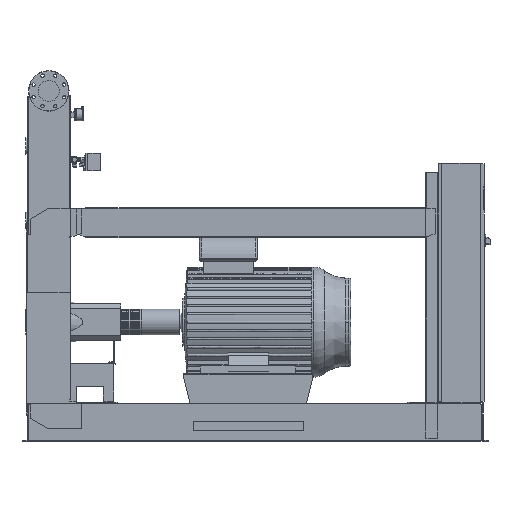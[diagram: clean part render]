
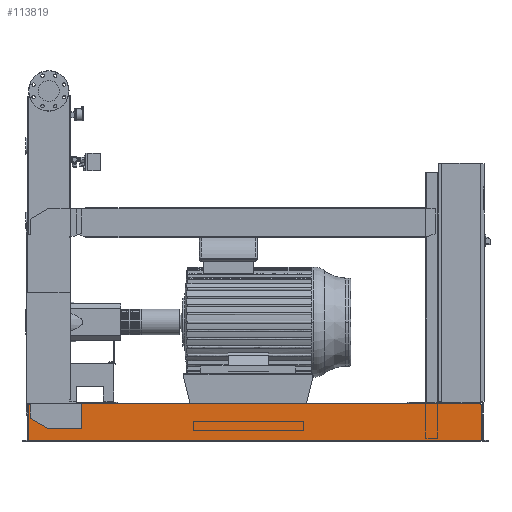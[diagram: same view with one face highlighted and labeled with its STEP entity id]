
A CAD part, front view. The second image highlights one B-rep face of the part: STEP entity #113819.
In plain terms, the highlighted free-form (B-spline) face has degree [1, 1] with [2, 2] control points.
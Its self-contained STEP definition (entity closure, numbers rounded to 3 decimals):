
#109050=CARTESIAN_POINT('',(-104.,-460.5,202.));
#109051=VERTEX_POINT('',#109050);
#109058=CARTESIAN_POINT('',(-104.,-460.5,208.));
#109059=VERTEX_POINT('',#109058);
#109060=CARTESIAN_POINT('',(-104.,-460.5,202.));
#109061=DIRECTION('',(0.0,0.0,1.0));
#109062=VECTOR('',#109061,6.);
#109063=LINE('',#109060,#109062);
#109064=EDGE_CURVE('',#109051,#109059,#109063,.T.);
#112104=CARTESIAN_POINT('',(2349.,-460.5,208.));
#112105=VERTEX_POINT('',#112104);
#112106=CARTESIAN_POINT('',(-104.,-460.5,208.));
#112107=DIRECTION('',(1.0,0.0,0.0));
#112108=VECTOR('',#112107,2453.0);
#112109=LINE('',#112106,#112108);
#112110=EDGE_CURVE('',#109059,#112105,#112109,.T.);
#113407=CARTESIAN_POINT('',(2357.,-460.5,202.));
#113408=VERTEX_POINT('',#113407);
#113415=CARTESIAN_POINT('',(2357.,-460.5,112.689));
#113416=VERTEX_POINT('',#113415);
#113417=CARTESIAN_POINT('',(2357.,-460.5,112.689));
#113418=DIRECTION('',(0.0,0.0,1.0));
#113419=VECTOR('',#113418,89.311);
#113420=LINE('',#113417,#113419);
#113421=EDGE_CURVE('',#113416,#113408,#113420,.T.);
#113733=CARTESIAN_POINT('',(-112.,-460.5,3.));
#113734=CARTESIAN_POINT('',(-112.,-460.5,208.));
#113735=CARTESIAN_POINT('',(2357.,-460.5,3.));
#113736=CARTESIAN_POINT('',(2357.,-460.5,208.));
#113737=B_SPLINE_SURFACE_WITH_KNOTS('',1,1,((#113733,#113735),(#113734,#113736)),.UNSPECIFIED.,.F.,.F.,.U.,(2,2),(2,2),(0.0,205.),(0.0,2469.0),.UNSPECIFIED.);
#113738=CARTESIAN_POINT('',(2357.,-460.5,6.));
#113739=VERTEX_POINT('',#113738);
#113740=CARTESIAN_POINT('',(2357.,-460.5,6.));
#113741=DIRECTION('',(0.0,0.0,1.0));
#113742=VECTOR('',#113741,106.689);
#113743=LINE('',#113740,#113742);
#113744=EDGE_CURVE('',#113739,#113416,#113743,.T.);
#113745=ORIENTED_EDGE('',*,*,#113744,.T.);
#113746=ORIENTED_EDGE('',*,*,#113421,.T.);
#113747=CARTESIAN_POINT('',(2349.,-460.5,202.));
#113748=VERTEX_POINT('',#113747);
#113749=CARTESIAN_POINT('',(2357.,-460.5,202.));
#113750=DIRECTION('',(-1.0,0.0,0.0));
#113751=VECTOR('',#113750,8.0);
#113752=LINE('',#113749,#113751);
#113753=EDGE_CURVE('',#113408,#113748,#113752,.T.);
#113754=ORIENTED_EDGE('',*,*,#113753,.T.);
#113755=CARTESIAN_POINT('',(2349.,-460.5,208.));
#113756=DIRECTION('',(0.0,0.0,-1.0));
#113757=VECTOR('',#113756,6.);
#113758=LINE('',#113755,#113757);
#113759=EDGE_CURVE('',#112105,#113748,#113758,.T.);
#113760=ORIENTED_EDGE('',*,*,#113759,.F.);
#113761=ORIENTED_EDGE('',*,*,#112110,.F.);
#113762=ORIENTED_EDGE('',*,*,#109064,.F.);
#113763=CARTESIAN_POINT('',(-112.,-460.5,202.));
#113764=VERTEX_POINT('',#113763);
#113765=CARTESIAN_POINT('',(-104.,-460.5,202.));
#113766=DIRECTION('',(-1.0,0.0,0.0));
#113767=VECTOR('',#113766,8.0);
#113768=LINE('',#113765,#113767);
#113769=EDGE_CURVE('',#109051,#113764,#113768,.T.);
#113770=ORIENTED_EDGE('',*,*,#113769,.T.);
#113771=CARTESIAN_POINT('',(-112.,-460.5,6.));
#113772=VERTEX_POINT('',#113771);
#113773=CARTESIAN_POINT('',(-112.,-460.5,202.));
#113774=DIRECTION('',(0.0,0.0,-1.0));
#113775=VECTOR('',#113774,196.);
#113776=LINE('',#113773,#113775);
#113777=EDGE_CURVE('',#113764,#113772,#113776,.T.);
#113778=ORIENTED_EDGE('',*,*,#113777,.T.);
#113779=CARTESIAN_POINT('',(-104.,-460.5,6.));
#113780=VERTEX_POINT('',#113779);
#113781=CARTESIAN_POINT('',(-112.,-460.5,6.));
#113782=DIRECTION('',(1.0,0.0,0.0));
#113783=VECTOR('',#113782,8.0);
#113784=LINE('',#113781,#113783);
#113785=EDGE_CURVE('',#113772,#113780,#113784,.T.);
#113786=ORIENTED_EDGE('',*,*,#113785,.T.);
#113787=CARTESIAN_POINT('',(-104.0,-460.5,3.));
#113788=VERTEX_POINT('',#113787);
#113789=CARTESIAN_POINT('',(-104.0,-460.5,3.));
#113790=DIRECTION('',(0.,0.0,1.0));
#113791=VECTOR('',#113790,3.);
#113792=LINE('',#113789,#113791);
#113793=EDGE_CURVE('',#113788,#113780,#113792,.T.);
#113794=ORIENTED_EDGE('',*,*,#113793,.F.);
#113795=CARTESIAN_POINT('',(2349.,-460.5,3.));
#113796=VERTEX_POINT('',#113795);
#113797=CARTESIAN_POINT('',(2349.,-460.5,3.));
#113798=DIRECTION('',(-1.0,0.0,0.0));
#113799=VECTOR('',#113798,2453.);
#113800=LINE('',#113797,#113799);
#113801=EDGE_CURVE('',#113796,#113788,#113800,.T.);
#113802=ORIENTED_EDGE('',*,*,#113801,.F.);
#113803=CARTESIAN_POINT('',(2349.,-460.5,6.));
#113804=VERTEX_POINT('',#113803);
#113805=CARTESIAN_POINT('',(2349.,-460.5,6.));
#113806=DIRECTION('',(0.0,0.0,-1.0));
#113807=VECTOR('',#113806,3.);
#113808=LINE('',#113805,#113807);
#113809=EDGE_CURVE('',#113804,#113796,#113808,.T.);
#113810=ORIENTED_EDGE('',*,*,#113809,.F.);
#113811=CARTESIAN_POINT('',(2349.,-460.5,6.));
#113812=DIRECTION('',(1.0,0.0,0.0));
#113813=VECTOR('',#113812,8.0);
#113814=LINE('',#113811,#113813);
#113815=EDGE_CURVE('',#113804,#113739,#113814,.T.);
#113816=ORIENTED_EDGE('',*,*,#113815,.T.);
#113817=EDGE_LOOP('',(#113745,#113746,#113754,#113760,#113761,#113762,#113770,#113778,#113786,#113794,#113802,#113810,#113816));
#113818=FACE_OUTER_BOUND('',#113817,.T.);
#113819=ADVANCED_FACE('',(#113818),#113737,.F.);
